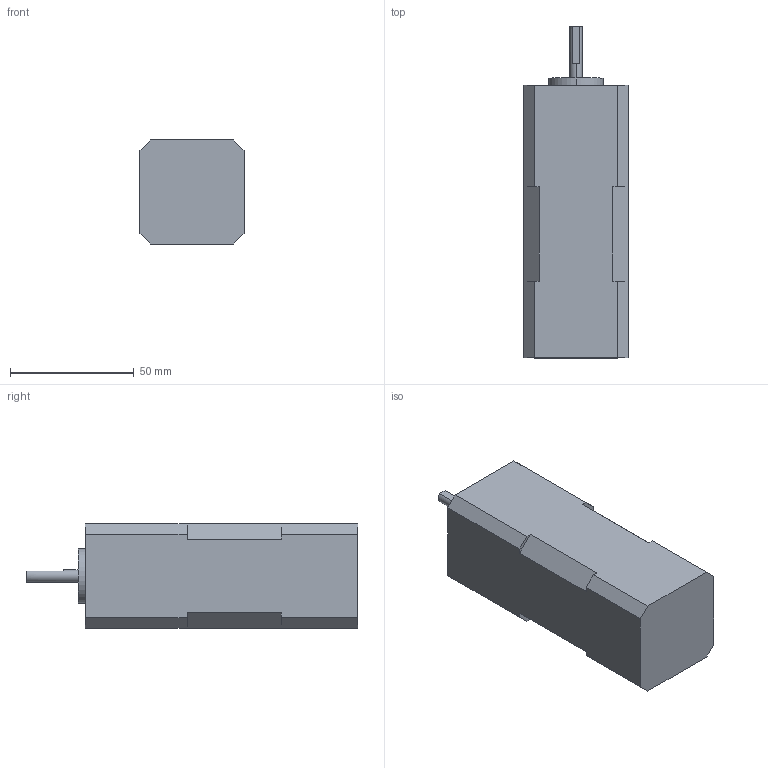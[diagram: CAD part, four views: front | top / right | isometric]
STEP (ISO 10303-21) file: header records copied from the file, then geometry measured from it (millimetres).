
FILE_DESCRIPTION (( 'STEP AP214' ), '1' );
FILE_NAME ('42A08ED-Z2（42HSM60D-D0524-BZ）.STEP', '2020-05-29T11:01:38', ( 'wimxt.com' ), ( 'wimxt.com' ), 'SwSTEP 2.0', 'SolidWorks 2014', '' );
FILE_SCHEMA (( 'AUTOMOTIVE_DESIGN' ));
Length unit declared in the file: millimetre
Products named in the file (1): 42A08ED-Z2（42HSM60D-D0524-BZ）
Bounding box: 42 x 134 x 42 mm (x, y, z)
Volume: 189454.2 mm3; surface area: 22176.1 mm2
Topology: 1 solids, 1 shells, 40 faces, 102 edges, 68 vertices
Faces by surface type: plane 32, cylinder 8
Entity records: 1238 total; most frequent: CARTESIAN_POINT 211, ORIENTED_EDGE 204, DIRECTION 202, EDGE_CURVE 102, VECTOR 84, LINE 84, VERTEX_POINT 68, AXIS2_PLACEMENT_3D 59
